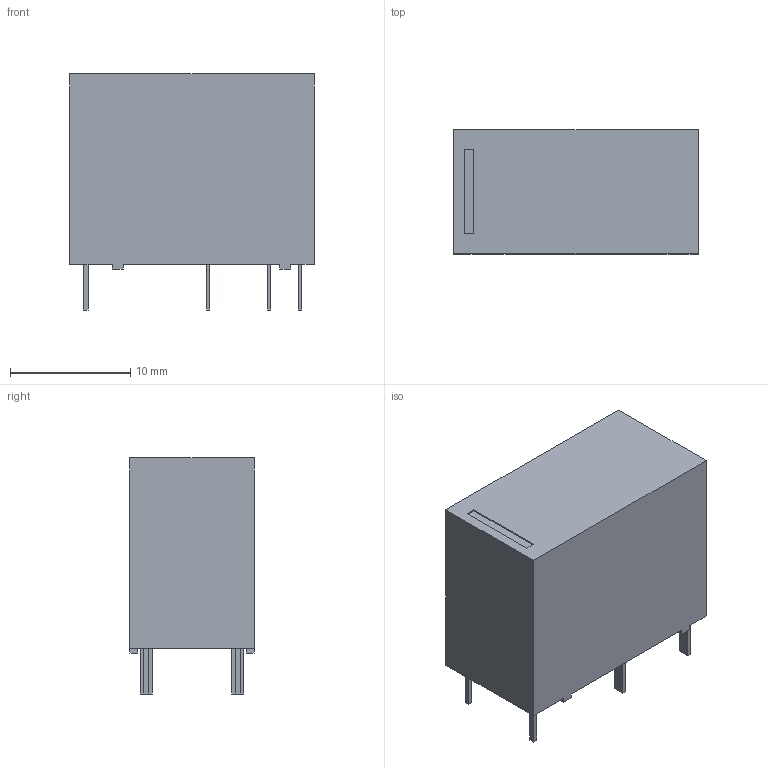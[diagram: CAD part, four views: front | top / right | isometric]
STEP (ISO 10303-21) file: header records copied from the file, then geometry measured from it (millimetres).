
FILE_DESCRIPTION(/* description */ (''),/* implementation_level */ '2;1');
FILE_NAME(/* name */ 'REL_OMRON_G5Q-1.stp',/* time_stamp */ '2016-06-09T10:49:20+02:00',/* author */ ('riccim'),/* organization */ ('SolidWorks'),/* preprocessor_version */ 'ST-DEVELOPER v15.5',/* originating_system */ 'AutoCAD Mechanical',/* authorisation */ ' ');
FILE_SCHEMA (('AUTOMOTIVE_DESIGN { 1 0 10303 214 3 1 1 }'));
Length unit declared in the file: millimetre
Products named in the file (1): Product
Bounding box: 20.3 x 10.3 x 19.6 mm (x, y, z)
Volume: 3308.3 mm3; surface area: 1435 mm2
Topology: 6 solids, 6 shells, 57 faces, 132 edges, 88 vertices
Faces by surface type: plane 57
Entity records: 1620 total; most frequent: CARTESIAN_POINT 278, ORIENTED_EDGE 264, DIRECTION 248, LINE 132, VECTOR 132, EDGE_CURVE 132, VERTEX_POINT 88, EDGE_LOOP 58
